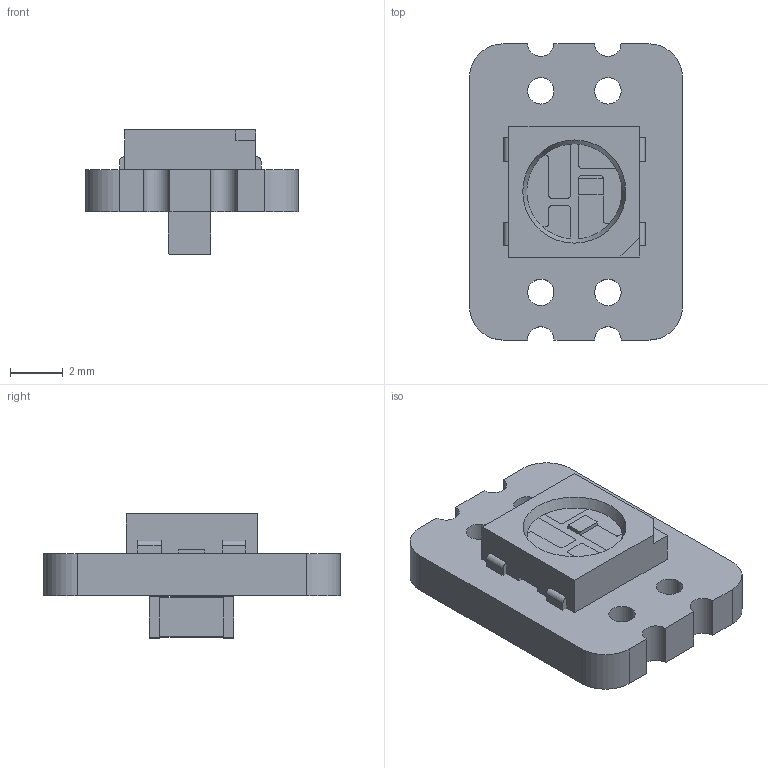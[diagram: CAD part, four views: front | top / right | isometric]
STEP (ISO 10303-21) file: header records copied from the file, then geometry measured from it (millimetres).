
FILE_DESCRIPTION(('FreeCAD Model'),'2;1');
FILE_NAME('ws2812b_reverse1.step','2019-01-03T07:15:33',('kicad StepUp'),('ksu MCAD'), 'Open CASCADE STEP processor 6.8','FreeCAD','Unknown');
FILE_SCHEMA(('AUTOMOTIVE_DESIGN_CC2 { 1 2 10303 214 -1 1 5 4 }'));
Length unit declared in the file: millimetre
Products named in the file (4): ASSEMBLY; Pcb; risk1E78E08Bni4a_; C_1206_3216Metric_
Assembly tree (3 placements, depth 2):
  ASSEMBLY
    Pcb
    risk1E78E08Bni4a_
    C_1206_3216Metric_
Bounding box: 8.05 x 11.2 x 4.7 mm (x, y, z)
Volume: 175.2 mm3; surface area: 363.1 mm2
Topology: 3 solids, 3 shells, 110 faces, 314 edges, 214 vertices
Faces by surface type: plane 70, cylinder 39, cone 1
Full cylindrical faces by diameter (mm): 1 x4, 1.146 x1
Entity records: 4322 total; most frequent: CARTESIAN_POINT 644, DIRECTION 638, ORIENTED_EDGE 628, EDGE_CURVE 314, VERTEX_POINT 214, LINE 214, VECTOR 214, AXIS2_PLACEMENT_3D 212
